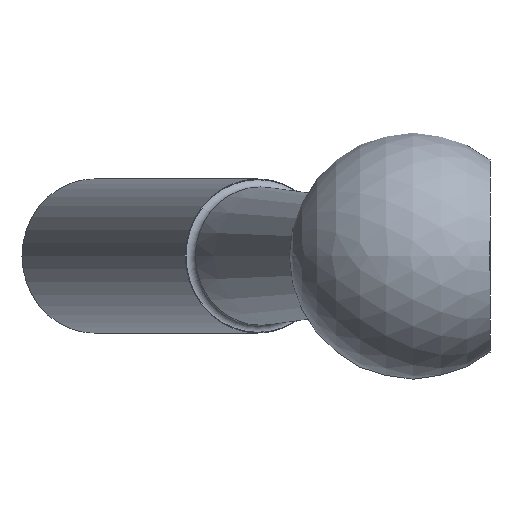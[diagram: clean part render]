
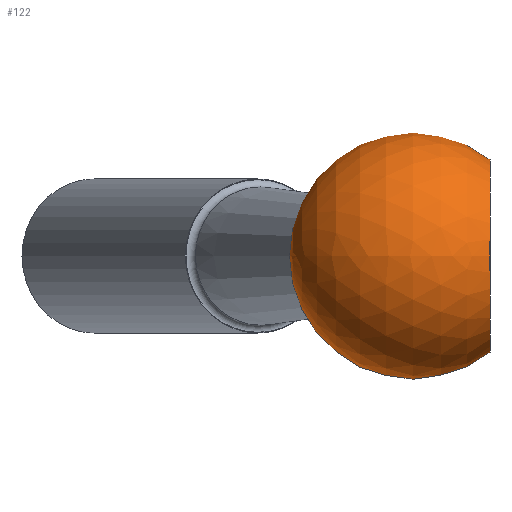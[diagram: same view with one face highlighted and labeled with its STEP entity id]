
A CAD part, left-side view. The second image highlights one B-rep face of the part: STEP entity #122.
In plain terms, the highlighted spherical face has radius 16 mm.
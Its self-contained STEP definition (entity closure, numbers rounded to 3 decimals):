
#111=FACE_BOUND('',#142,.T.);
#112=FACE_BOUND('',#143,.T.);
#122=ADVANCED_FACE('',(#111,#112),#127,.T.);
#127=SPHERICAL_SURFACE('',#202,16.);
#142=EDGE_LOOP('',(#158));
#143=EDGE_LOOP('',(#159));
#158=ORIENTED_EDGE('',*,*,#179,.T.);
#159=ORIENTED_EDGE('',*,*,#178,.F.);
#169=VERTEX_POINT('',#258);
#170=VERTEX_POINT('',#261);
#178=EDGE_CURVE('',#169,#169,#186,.T.);
#179=EDGE_CURVE('',#170,#170,#187,.T.);
#186=CIRCLE('',#199,7.);
#187=CIRCLE('',#201,12.49);
#199=AXIS2_PLACEMENT_3D('',#257,#226,#227);
#201=AXIS2_PLACEMENT_3D('',#260,#230,#231);
#202=AXIS2_PLACEMENT_3D('',#262,#232,#233);
#226=DIRECTION('',(0.94,0.342,0.));
#227=DIRECTION('',(-0.342,0.94,0.));
#230=DIRECTION('',(0.,1.,0.));
#231=DIRECTION('',(0.,0.,-1.));
#232=DIRECTION('',(0.,1.,0.));
#233=DIRECTION('',(-1.,0.,0.));
#257=CARTESIAN_POINT('',(153.52,124.921,0.));
#258=CARTESIAN_POINT('',(151.126,131.499,0.));
#260=CARTESIAN_POINT('',(140.,110.,0.));
#261=CARTESIAN_POINT('',(140.,110.,-12.49));
#262=CARTESIAN_POINT('',(140.,120.,0.));
